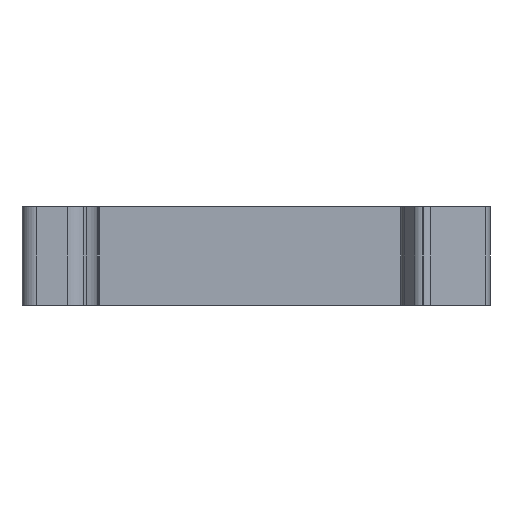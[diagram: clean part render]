
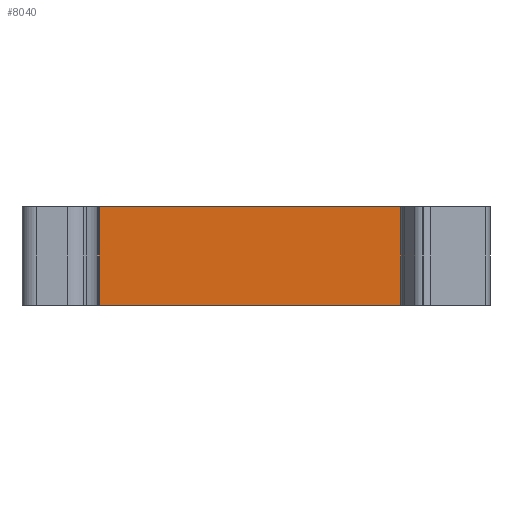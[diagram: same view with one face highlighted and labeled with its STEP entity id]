
A CAD part, front view. The second image highlights one B-rep face of the part: STEP entity #8040.
In plain terms, the highlighted planar face has unit normal (0, -1, 0).
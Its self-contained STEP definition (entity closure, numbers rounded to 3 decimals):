
#6510=CARTESIAN_POINT('',(15.4,0.2,
0.));
#6520=VERTEX_POINT('',#6510);
#6670=CARTESIAN_POINT('',(15.4,0.2,
-10.15));
#6680=VERTEX_POINT('',#6670);
#6710=CARTESIAN_POINT('',(15.4,0.2,0.));
#6720=DIRECTION('',(0.,0.,-1.));
#6730=VECTOR('',#6720,1.);
#6740=LINE('',#6710,#6730);
#6750=EDGE_CURVE('',#6520,#6680,#6740,.T.);
#7740=CARTESIAN_POINT('',(7.7,0.2,
0.));
#7750=DIRECTION('',(0.,-1.,0.));
#7760=DIRECTION('',(-1.,0.,0.));
#7770=AXIS2_PLACEMENT_3D('',#7740,#7750,#7760);
#7780=PLANE('',#7770);
#7790=CARTESIAN_POINT('',(-32.974,0.2,
0.));
#7800=DIRECTION('',(-1.,0.,0.));
#7810=VECTOR('',#7800,1.);
#7820=LINE('',#7790,#7810);
#7830=CARTESIAN_POINT('',(-18.153,0.2,
0.));
#7840=VERTEX_POINT('',#7830);
#7850=EDGE_CURVE('',#6520,#7840,#7820,.T.);
#7860=ORIENTED_EDGE('',*,*,#7850,.T.);
#7870=ORIENTED_EDGE('',*,*,#6750,.F.);
#7880=CARTESIAN_POINT('',(-32.974,0.2,
-10.15));
#7890=DIRECTION('',(1.,0.,0.));
#7900=VECTOR('',#7890,1.);
#7910=LINE('',#7880,#7900);
#7920=CARTESIAN_POINT('',(-18.153,0.2,
-10.15));
#7930=VERTEX_POINT('',#7920);
#7940=EDGE_CURVE('',#7930,#6680,#7910,.T.);
#7950=ORIENTED_EDGE('',*,*,#7940,.T.);
#7960=CARTESIAN_POINT('',(-18.153,0.2,
0.));
#7970=DIRECTION('',(0.,0.,1.));
#7980=VECTOR('',#7970,1.);
#7990=LINE('',#7960,#7980);
#8000=EDGE_CURVE('',#7930,#7840,#7990,.T.);
#8010=ORIENTED_EDGE('',*,*,#8000,.F.);
#8020=EDGE_LOOP('',(#8010,#7950,#7870,#7860));
#8030=FACE_OUTER_BOUND('',#8020,.T.);
#8040=ADVANCED_FACE('',(#8030),#7780,.T.);
